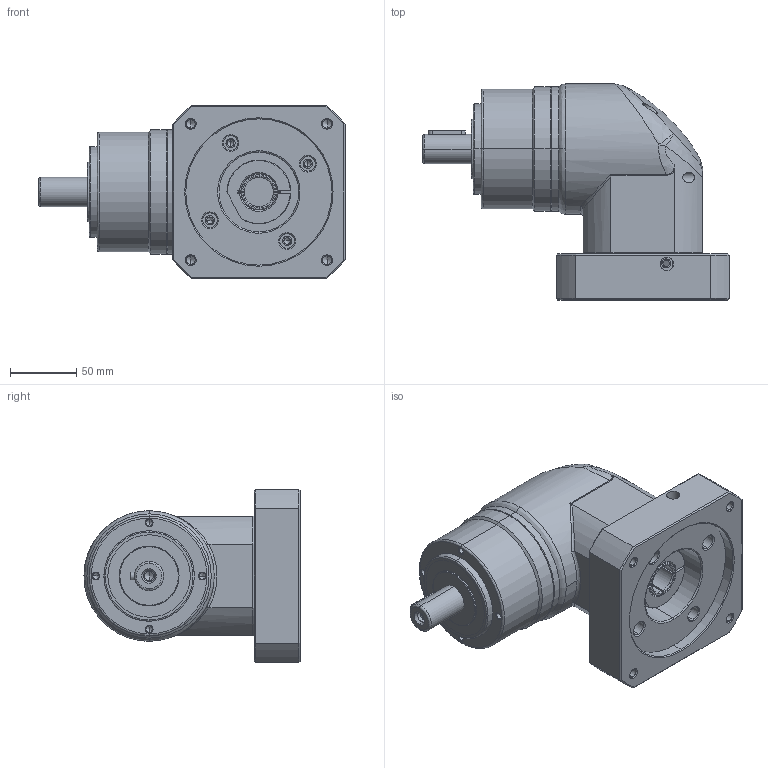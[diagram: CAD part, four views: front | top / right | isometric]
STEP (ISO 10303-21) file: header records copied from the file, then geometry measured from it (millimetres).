
FILE_DESCRIPTION (( 'STEP AP214' ), '1' );
FILE_NAME ('PEL090-L1-22-110-145M8.STEP', '2024-01-06T06:08:20', ( 'admin' ), ( '' ), 'SwSTEP 2.0', 'SolidWorks 2013', '' );
FILE_SCHEMA (( 'AUTOMOTIVE_DESIGN' ));
Length unit declared in the file: millimetre
Products named in the file (5): PEL090-L1-22-110-145M8; SDL090-22; SBL090_X2_8F9351658F7495017D2773AF_X0_-22; SBL090-_X2_6CD55170_X0_110-145M8; PE090_X2_8F9351FA7AEF_X0_
Assembly tree (4 placements, depth 2):
  PEL090-L1-22-110-145M8
    SDL090-22
    SBL090_X2_8F9351658F7495017D2773AF_X0_-22
    SBL090-_X2_6CD55170_X0_110-145M8
    PE090_X2_8F9351FA7AEF_X0_
Bounding box: 230.6 x 162.5 x 130 mm (x, y, z)
Volume: 1777135.3 mm3; surface area: 190539.1 mm2
Topology: 7 solids, 7 shells, 397 faces, 994 edges, 603 vertices
Faces by surface type: cylinder 166, cone 103, plane 97, bspline 29, torus 2
Entity records: 19179 total; most frequent: CARTESIAN_POINT 5337, DIRECTION 1972, ORIENTED_EDGE 1896, EDGE_CURVE 948, AXIS2_PLACEMENT_3D 788, VERTEX_POINT 603, EDGE_LOOP 467, UNCERTAINTY_MEASURE_WITH_UNIT 413
